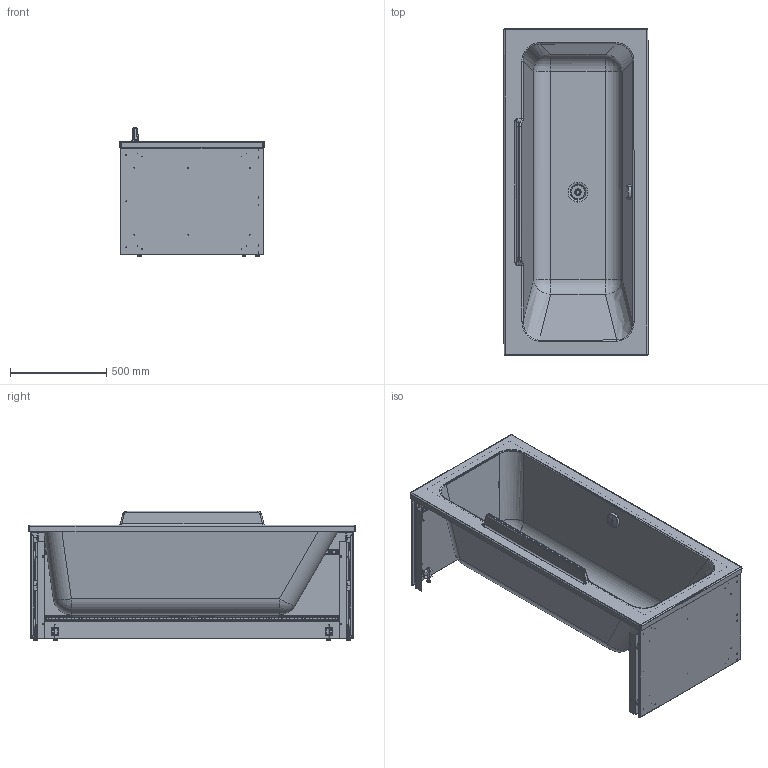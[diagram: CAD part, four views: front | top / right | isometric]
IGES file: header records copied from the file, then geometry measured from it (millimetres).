
Global section: file name: No Iges File Name specified; native system: Autodesk Inventor 2011; preprocessor: AutoDesk Inventor Iges Exporter R2011; author: Administrator; date: 20130527.155556; units: millimetre
Bounding box: 751.01 x 1700.44 x 673.58 mm (x, y, z)
Volume: 36297126.2 mm3; surface area: 11420959.5 mm2
Topology: 81 solids, 81 shells, 4936 faces, 11658 edges, 6872 vertices
Faces by surface type: plane 1480, revolution 1353, cylinder 924, sphere 346, torus 290, bspline 275, cone 268
